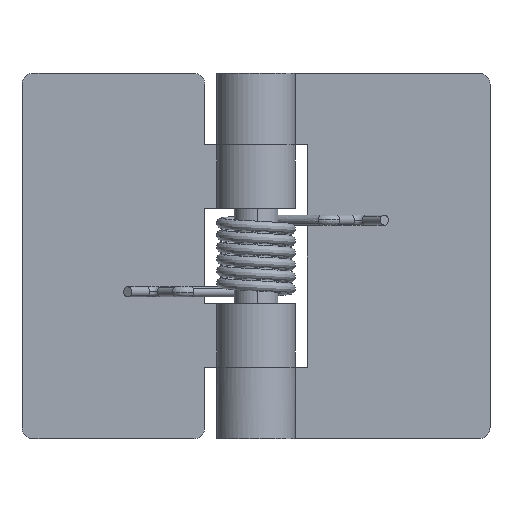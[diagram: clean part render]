
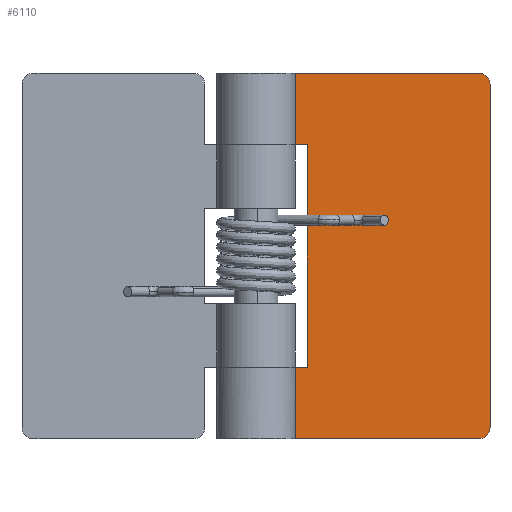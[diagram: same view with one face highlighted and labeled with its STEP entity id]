
A CAD part, front view. The second image highlights one B-rep face of the part: STEP entity #6110.
In plain terms, the highlighted free-form (B-spline) face has degree [1, 1] with [2, 2] control points.
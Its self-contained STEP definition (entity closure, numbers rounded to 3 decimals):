
#5459=CARTESIAN_POINT('',(16.,1.5,24.25));
#5460=VERTEX_POINT('',#5459);
#5461=CARTESIAN_POINT('',(15.25,1.5,25.));
#5462=VERTEX_POINT('',#5461);
#5463=CARTESIAN_POINT('',(16.,1.5,24.25));
#5464=CARTESIAN_POINT('',(16.,1.5,25.));
#5465=CARTESIAN_POINT('',(15.25,1.5,25.));
#5473=(BOUNDED_CURVE()B_SPLINE_CURVE(2,(#5463,#5464,#5465),.UNSPECIFIED.,.F.,.U.)CURVE()GEOMETRIC_REPRESENTATION_ITEM()QUASI_UNIFORM_CURVE()RATIONAL_B_SPLINE_CURVE((1.0,0.707,1.0))REPRESENTATION_ITEM(''));
#5474=EDGE_CURVE('',#5460,#5462,#5473,.T.);
#5520=CARTESIAN_POINT('',(15.25,1.5,0.0));
#5521=VERTEX_POINT('',#5520);
#5522=CARTESIAN_POINT('',(16.,1.5,0.75));
#5523=VERTEX_POINT('',#5522);
#5524=CARTESIAN_POINT('',(15.25,1.5,0.0));
#5525=CARTESIAN_POINT('',(16.,1.5,0.0));
#5526=CARTESIAN_POINT('',(16.,1.5,0.75));
#5534=(BOUNDED_CURVE()B_SPLINE_CURVE(2,(#5524,#5525,#5526),.UNSPECIFIED.,.F.,.U.)CURVE()GEOMETRIC_REPRESENTATION_ITEM()QUASI_UNIFORM_CURVE()RATIONAL_B_SPLINE_CURVE((1.0,0.707,1.0))REPRESENTATION_ITEM(''));
#5535=EDGE_CURVE('',#5521,#5523,#5534,.T.);
#5574=CARTESIAN_POINT('',(3.5,1.5,20.1));
#5575=VERTEX_POINT('',#5574);
#5588=CARTESIAN_POINT('',(3.5,1.5,4.9));
#5589=VERTEX_POINT('',#5588);
#5595=CARTESIAN_POINT('',(3.5,1.5,20.1));
#5596=CARTESIAN_POINT('',(3.5,1.5,4.9));
#5597=QUASI_UNIFORM_CURVE('',1,(#5595,#5596),.UNSPECIFIED.,.F.,.U.);
#5598=EDGE_CURVE('',#5575,#5589,#5597,.T.);
#5644=CARTESIAN_POINT('',(0.0,1.5,4.9));
#5645=VERTEX_POINT('',#5644);
#5665=CARTESIAN_POINT('',(3.5,1.5,4.9));
#5666=CARTESIAN_POINT('',(0.0,1.5,4.9));
#5667=QUASI_UNIFORM_CURVE('',1,(#5665,#5666),.UNSPECIFIED.,.F.,.U.);
#5668=EDGE_CURVE('',#5589,#5645,#5667,.T.);
#5680=CARTESIAN_POINT('',(0.0,1.5,20.1));
#5681=VERTEX_POINT('',#5680);
#5735=CARTESIAN_POINT('',(0.0,1.5,20.1));
#5736=CARTESIAN_POINT('',(3.5,1.5,20.1));
#5737=QUASI_UNIFORM_CURVE('',1,(#5735,#5736),.UNSPECIFIED.,.F.,.U.);
#5738=EDGE_CURVE('',#5681,#5575,#5737,.T.);
#5748=CARTESIAN_POINT('',(0.0,1.5,25.));
#5749=VERTEX_POINT('',#5748);
#5750=CARTESIAN_POINT('',(0.0,1.5,25.));
#5751=CARTESIAN_POINT('',(15.25,1.5,25.));
#5752=QUASI_UNIFORM_CURVE('',1,(#5750,#5751),.UNSPECIFIED.,.F.,.U.);
#5753=EDGE_CURVE('',#5749,#5462,#5752,.T.);
#5819=CARTESIAN_POINT('',(0.0,1.5,0.0));
#5820=VERTEX_POINT('',#5819);
#5821=CARTESIAN_POINT('',(0.0,1.5,0.0));
#5822=CARTESIAN_POINT('',(15.25,1.5,0.0));
#5823=QUASI_UNIFORM_CURVE('',1,(#5821,#5822),.UNSPECIFIED.,.F.,.U.);
#5824=EDGE_CURVE('',#5820,#5521,#5823,.T.);
#6011=CARTESIAN_POINT('',(0.0,1.5,0.0));
#6012=CARTESIAN_POINT('',(0.0,1.5,4.9));
#6013=QUASI_UNIFORM_CURVE('',1,(#6011,#6012),.UNSPECIFIED.,.F.,.U.);
#6014=EDGE_CURVE('',#5820,#5645,#6013,.T.);
#6046=CARTESIAN_POINT('',(0.0,1.5,20.1));
#6047=CARTESIAN_POINT('',(0.0,1.5,25.));
#6048=QUASI_UNIFORM_CURVE('',1,(#6046,#6047),.UNSPECIFIED.,.F.,.U.);
#6049=EDGE_CURVE('',#5681,#5749,#6048,.T.);
#6066=CARTESIAN_POINT('',(16.,1.5,0.75));
#6067=CARTESIAN_POINT('',(16.,1.5,24.25));
#6068=QUASI_UNIFORM_CURVE('',1,(#6066,#6067),.UNSPECIFIED.,.F.,.U.);
#6069=EDGE_CURVE('',#5523,#5460,#6068,.T.);
#6093=CARTESIAN_POINT('',(-0.799,1.5,26.249));
#6094=CARTESIAN_POINT('',(-0.799,1.5,-1.249));
#6095=CARTESIAN_POINT('',(16.799,1.5,26.249));
#6096=CARTESIAN_POINT('',(16.799,1.5,-1.249));
#6097=B_SPLINE_SURFACE_WITH_KNOTS('',1,1,((#6093,#6095),(#6094,#6096)),.UNSPECIFIED.,.F.,.F.,.U.,(2,2),(2,2),(0.0,27.497),(0.0,17.598),.UNSPECIFIED.);
#6098=ORIENTED_EDGE('',*,*,#6069,.T.);
#6099=ORIENTED_EDGE('',*,*,#5474,.T.);
#6100=ORIENTED_EDGE('',*,*,#5753,.F.);
#6101=ORIENTED_EDGE('',*,*,#6049,.F.);
#6102=ORIENTED_EDGE('',*,*,#5738,.T.);
#6103=ORIENTED_EDGE('',*,*,#5598,.T.);
#6104=ORIENTED_EDGE('',*,*,#5668,.T.);
#6105=ORIENTED_EDGE('',*,*,#6014,.F.);
#6106=ORIENTED_EDGE('',*,*,#5824,.T.);
#6107=ORIENTED_EDGE('',*,*,#5535,.T.);
#6108=EDGE_LOOP('',(#6098,#6099,#6100,#6101,#6102,#6103,#6104,#6105,#6106,#6107));
#6109=FACE_OUTER_BOUND('',#6108,.T.);
#6110=ADVANCED_FACE('',(#6109),#6097,.T.);
